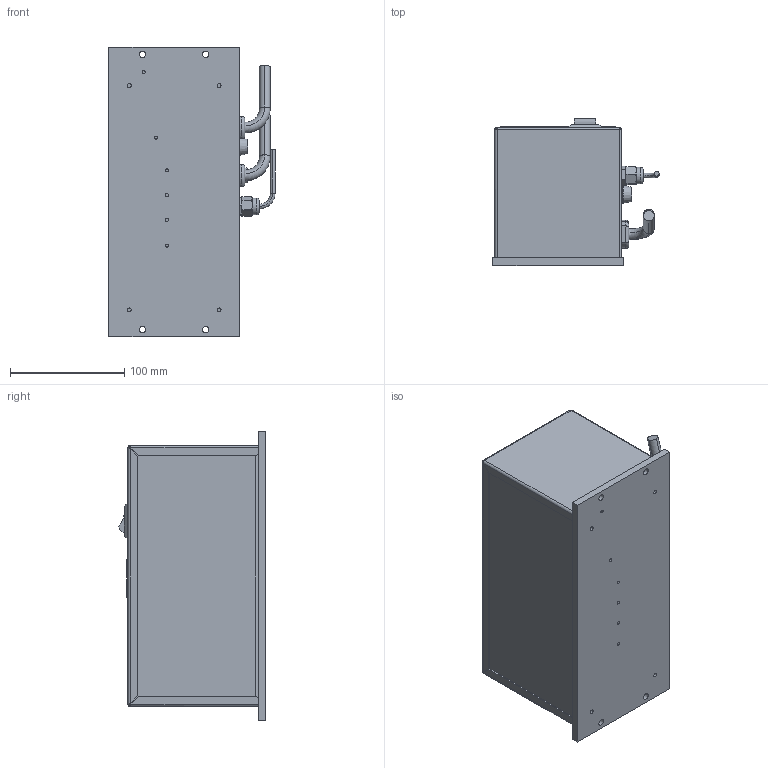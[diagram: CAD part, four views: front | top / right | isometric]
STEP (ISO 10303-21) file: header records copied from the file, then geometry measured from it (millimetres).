
FILE_DESCRIPTION (( 'STEP AP214' ), '1' );
FILE_NAME ('pn 121-000-0754_model VF-3_with accel.STEP', '2026-02-13T21:01:25', ( '' ), ( '' ), 'SwSTEP 2.0', 'SolidWorks 2022', '' );
FILE_SCHEMA (( 'AUTOMOTIVE_DESIGN' ));
Length unit declared in the file: inch
Products named in the file (13): SWITCH_220V_DEFAULT; VF9-ENCLOSURE-TOP_DEFAULT; 112-000-0289_DEFAULT; KNOCKOUT .555_DEFAULT; VF9-ENCLOSURE-LEFT SIDE_DEFAULT; 104-000-0108; 106-000-0022-FUSE-3D; pn 121-000-0754_model VF-3_with accel; EXCELLEROMETER FITTING SIM TO 112-0236_DEFAULT; ECCELLEROMETER CABLE_DEFAULT; CORD-SHORTR RAD_DEFAULT; 112-000-0057-3D_DEFAULT; 112-000-0287-SIMILAR_DEFAULT
Assembly tree (17 placements, depth 2):
  pn 121-000-0754_model VF-3_with accel
    112-000-0289_DEFAULT
    112-000-0287-SIMILAR_DEFAULT
    VF9-ENCLOSURE-TOP_DEFAULT
    VF9-ENCLOSURE-LEFT SIDE_DEFAULT
    106-000-0022-FUSE-3D  x2
    112-000-0057-3D_DEFAULT  x2
    KNOCKOUT .555_DEFAULT  x3
    104-000-0108
    SWITCH_220V_DEFAULT
    EXCELLEROMETER FITTING SIM TO 112-0236_DEFAULT
    ECCELLEROMETER CABLE_DEFAULT
    CORD-SHORTR RAD_DEFAULT  x2
Bounding box: 145.62 x 128.78 x 254 mm (x, y, z)
Volume: 359771.4 mm3; surface area: 327086.5 mm2
Topology: 19 solids, 19 shells, 1619 faces, 4213 edges, 2787 vertices
Faces by surface type: plane 959, bspline 419, cylinder 204, torus 34, cone 3
Full cylindrical faces by diameter (mm): 0.859 x1, 2.578 x1, 2.705 x5, 3.002 x1, 3.454 x4, 3.554 x1, 4.216 x1, 4.293 x2, 4.305 x2, 5.613 x4, 8.89 x1, 12.7 x2, 12.954 x3, 14.097 x3, 14.478 x1, 15.494 x2
Entity records: 71284 total; most frequent: CARTESIAN_POINT 33429, ORIENTED_EDGE 8136, DIRECTION 5915, EDGE_CURVE 4068, LINE 2781, VECTOR 2781, VERTEX_POINT 2718, EDGE_LOOP 1816
